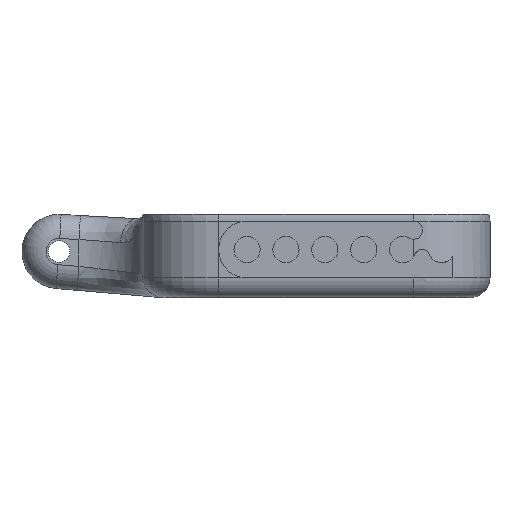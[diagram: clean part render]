
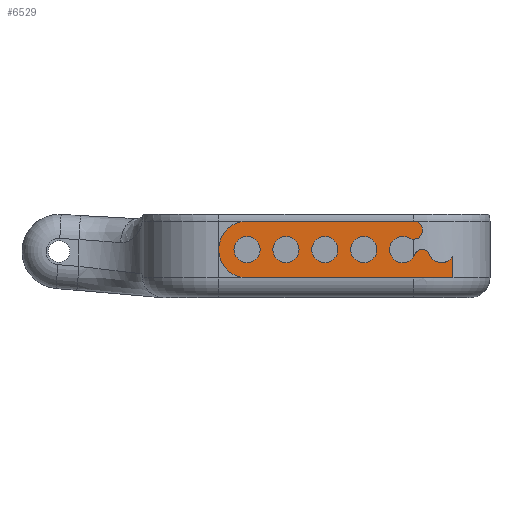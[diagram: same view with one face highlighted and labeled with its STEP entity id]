
A CAD part, front view. The second image highlights one B-rep face of the part: STEP entity #6529.
In plain terms, the highlighted planar face has unit normal (0, -1, 0).
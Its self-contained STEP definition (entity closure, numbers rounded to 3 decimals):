
#2157=CARTESIAN_POINT('',(-63.737,-17.9,-0.599));
#2158=VERTEX_POINT('',#2157);
#2181=CARTESIAN_POINT('',(-63.737,-17.9,-1.6));
#2182=VERTEX_POINT('',#2181);
#2183=CARTESIAN_POINT('',(-63.737,-17.9,-1.6));
#2184=DIRECTION('',(-0.,-0.,1.));
#2185=VECTOR('',#2184,1.001);
#2186=LINE('',#2183,#2185);
#2187=EDGE_CURVE('',#2182,#2158,#2186,.T.);
#6283=CARTESIAN_POINT('',(-73.169,-17.9,1.));
#6284=VERTEX_POINT('',#6283);
#6291=CARTESIAN_POINT('',(-65.539,-17.9,1.));
#6292=VERTEX_POINT('',#6291);
#6293=CARTESIAN_POINT('',(-65.539,-17.9,1.));
#6294=DIRECTION('',(-1.,0.,0.));
#6295=VECTOR('',#6294,7.63);
#6296=LINE('',#6293,#6295);
#6297=EDGE_CURVE('',#6292,#6284,#6296,.T.);
#6314=CARTESIAN_POINT('',(-66.039,-17.9,0.3));
#6315=VERTEX_POINT('',#6314);
#6323=CARTESIAN_POINT('',(-66.035,-17.9,0.3));
#6324=VERTEX_POINT('',#6323);
#6331=CARTESIAN_POINT('',(-66.039,-17.9,-0.3));
#6332=DIRECTION('',(0.,-1.,0.));
#6333=DIRECTION('',(0.,0.,-1.));
#6334=AXIS2_PLACEMENT_3D('',#6331,#6332,#6333);
#6335=CIRCLE('',#6334,0.6);
#6336=EDGE_CURVE('',#6324,#6315,#6335,.T.);
#6347=CARTESIAN_POINT('',(-64.815,-17.9,-0.521));
#6348=VERTEX_POINT('',#6347);
#6355=CARTESIAN_POINT('',(-64.257,-17.9,-0.3));
#6356=DIRECTION('',(0.,-1.,0.));
#6357=DIRECTION('',(0.,0.,-1.));
#6358=AXIS2_PLACEMENT_3D('',#6355,#6356,#6357);
#6359=CIRCLE('',#6358,0.6);
#6360=EDGE_CURVE('',#6348,#2158,#6359,.T.);
#6365=CARTESIAN_POINT('',(0.,-17.9,0.));
#6366=DIRECTION('',(0.,1.,0.));
#6367=DIRECTION('',(1.,0.,0.));
#6368=AXIS2_PLACEMENT_3D('',#6365,#6366,#6367);
#6369=PLANE('',#6368);
#6370=ORIENTED_EDGE('',*,*,#2187,.T.);
#6371=ORIENTED_EDGE('',*,*,#6360,.F.);
#6372=CARTESIAN_POINT('',(-65.14,-17.9,-0.3));
#6373=VERTEX_POINT('',#6372);
#6374=CARTESIAN_POINT('',(-65.14,-17.9,-0.65));
#6375=DIRECTION('',(0.,1.,0.));
#6376=DIRECTION('',(0.,-0.,1.));
#6377=AXIS2_PLACEMENT_3D('',#6374,#6375,#6376);
#6378=CIRCLE('',#6377,0.35);
#6379=EDGE_CURVE('',#6373,#6348,#6378,.T.);
#6380=ORIENTED_EDGE('',*,*,#6379,.F.);
#6381=CARTESIAN_POINT('',(-65.156,-17.9,-0.3));
#6382=VERTEX_POINT('',#6381);
#6383=CARTESIAN_POINT('',(-65.14,-17.9,-0.3));
#6384=DIRECTION('',(-1.,0.,0.));
#6385=VECTOR('',#6384,0.016);
#6386=LINE('',#6383,#6385);
#6387=EDGE_CURVE('',#6373,#6382,#6386,.T.);
#6388=ORIENTED_EDGE('',*,*,#6387,.T.);
#6389=CARTESIAN_POINT('',(-65.482,-17.9,-0.521));
#6390=VERTEX_POINT('',#6389);
#6391=CARTESIAN_POINT('',(-65.156,-17.9,-0.65));
#6392=DIRECTION('',(0.,1.,0.));
#6393=DIRECTION('',(0.,-0.,1.));
#6394=AXIS2_PLACEMENT_3D('',#6391,#6392,#6393);
#6395=CIRCLE('',#6394,0.35);
#6396=EDGE_CURVE('',#6390,#6382,#6395,.T.);
#6397=ORIENTED_EDGE('',*,*,#6396,.F.);
#6398=CARTESIAN_POINT('',(-66.039,-17.9,-0.3));
#6399=DIRECTION('',(0.,-1.,0.));
#6400=DIRECTION('',(0.,0.,-1.));
#6401=AXIS2_PLACEMENT_3D('',#6398,#6399,#6400);
#6402=CIRCLE('',#6401,0.6);
#6403=EDGE_CURVE('',#6315,#6390,#6402,.T.);
#6404=ORIENTED_EDGE('',*,*,#6403,.F.);
#6405=ORIENTED_EDGE('',*,*,#6336,.F.);
#6406=CARTESIAN_POINT('',(-65.74,-17.9,0.225));
#6407=VERTEX_POINT('',#6406);
#6408=CARTESIAN_POINT('',(-66.031,-17.9,-0.3));
#6409=DIRECTION('',(0.,-1.,0.));
#6410=DIRECTION('',(0.,0.,-1.));
#6411=AXIS2_PLACEMENT_3D('',#6408,#6409,#6410);
#6412=CIRCLE('',#6411,0.6);
#6413=EDGE_CURVE('',#6407,#6324,#6412,.T.);
#6414=ORIENTED_EDGE('',*,*,#6413,.F.);
#6415=CARTESIAN_POINT('',(-65.539,-17.9,0.173));
#6416=VERTEX_POINT('',#6415);
#6417=CARTESIAN_POINT('',(-65.539,-17.9,0.586));
#6418=DIRECTION('',(0.,-1.,0.));
#6419=DIRECTION('',(0.,0.,-1.));
#6420=AXIS2_PLACEMENT_3D('',#6417,#6418,#6419);
#6421=CIRCLE('',#6420,0.414);
#6422=EDGE_CURVE('',#6407,#6416,#6421,.T.);
#6423=ORIENTED_EDGE('',*,*,#6422,.T.);
#6424=CARTESIAN_POINT('',(-65.539,-17.9,0.586));
#6425=DIRECTION('',(0.,-1.,0.));
#6426=DIRECTION('',(0.,0.,-1.));
#6427=AXIS2_PLACEMENT_3D('',#6424,#6425,#6426);
#6428=CIRCLE('',#6427,0.414);
#6429=EDGE_CURVE('',#6416,#6292,#6428,.T.);
#6430=ORIENTED_EDGE('',*,*,#6429,.T.);
#6431=ORIENTED_EDGE('',*,*,#6297,.T.);
#6432=CARTESIAN_POINT('',(-73.169,-17.9,-1.6));
#6433=VERTEX_POINT('',#6432);
#6434=CARTESIAN_POINT('',(-73.169,-17.9,-0.3));
#6435=DIRECTION('',(0.,-1.,0.));
#6436=DIRECTION('',(0.,0.,-1.));
#6437=AXIS2_PLACEMENT_3D('',#6434,#6435,#6436);
#6438=CIRCLE('',#6437,1.3);
#6439=EDGE_CURVE('',#6284,#6433,#6438,.T.);
#6440=ORIENTED_EDGE('',*,*,#6439,.T.);
#6441=CARTESIAN_POINT('',(-73.169,-17.9,-1.6));
#6442=DIRECTION('',(1.,0.,-0.));
#6443=VECTOR('',#6442,9.432);
#6444=LINE('',#6441,#6443);
#6445=EDGE_CURVE('',#6433,#2182,#6444,.T.);
#6446=ORIENTED_EDGE('',*,*,#6445,.T.);
#6447=EDGE_LOOP('',(#6370,#6371,#6380,#6388,#6397,#6404,#6405,#6414,#6423,#6430,#6431,#6440,#6446));
#6448=FACE_BOUND('',#6447,.T.);
#6449=CARTESIAN_POINT('',(-67.822,-17.9,0.3));
#6450=VERTEX_POINT('',#6449);
#6451=CARTESIAN_POINT('',(-67.822,-17.9,-0.9));
#6452=VERTEX_POINT('',#6451);
#6453=CARTESIAN_POINT('',(-67.822,-17.9,-0.3));
#6454=DIRECTION('',(0.,-1.,0.));
#6455=DIRECTION('',(0.,0.,-1.));
#6456=AXIS2_PLACEMENT_3D('',#6453,#6454,#6455);
#6457=CIRCLE('',#6456,0.6);
#6458=EDGE_CURVE('',#6450,#6452,#6457,.T.);
#6459=ORIENTED_EDGE('',*,*,#6458,.F.);
#6460=CARTESIAN_POINT('',(-67.822,-17.9,-0.3));
#6461=DIRECTION('',(0.,-1.,0.));
#6462=DIRECTION('',(0.,0.,-1.));
#6463=AXIS2_PLACEMENT_3D('',#6460,#6461,#6462);
#6464=CIRCLE('',#6463,0.6);
#6465=EDGE_CURVE('',#6452,#6450,#6464,.T.);
#6466=ORIENTED_EDGE('',*,*,#6465,.F.);
#6467=EDGE_LOOP('',(#6459,#6466));
#6468=FACE_BOUND('',#6467,.T.);
#6469=CARTESIAN_POINT('',(-69.604,-17.9,0.3));
#6470=VERTEX_POINT('',#6469);
#6471=CARTESIAN_POINT('',(-69.604,-17.9,-0.9));
#6472=VERTEX_POINT('',#6471);
#6473=CARTESIAN_POINT('',(-69.604,-17.9,-0.3));
#6474=DIRECTION('',(0.,-1.,0.));
#6475=DIRECTION('',(0.,0.,-1.));
#6476=AXIS2_PLACEMENT_3D('',#6473,#6474,#6475);
#6477=CIRCLE('',#6476,0.6);
#6478=EDGE_CURVE('',#6470,#6472,#6477,.T.);
#6479=ORIENTED_EDGE('',*,*,#6478,.F.);
#6480=CARTESIAN_POINT('',(-69.604,-17.9,-0.3));
#6481=DIRECTION('',(0.,-1.,0.));
#6482=DIRECTION('',(0.,0.,-1.));
#6483=AXIS2_PLACEMENT_3D('',#6480,#6481,#6482);
#6484=CIRCLE('',#6483,0.6);
#6485=EDGE_CURVE('',#6472,#6470,#6484,.T.);
#6486=ORIENTED_EDGE('',*,*,#6485,.F.);
#6487=EDGE_LOOP('',(#6479,#6486));
#6488=FACE_BOUND('',#6487,.T.);
#6489=CARTESIAN_POINT('',(-71.387,-17.9,0.3));
#6490=VERTEX_POINT('',#6489);
#6491=CARTESIAN_POINT('',(-71.387,-17.9,-0.9));
#6492=VERTEX_POINT('',#6491);
#6493=CARTESIAN_POINT('',(-71.387,-17.9,-0.3));
#6494=DIRECTION('',(0.,-1.,0.));
#6495=DIRECTION('',(0.,0.,-1.));
#6496=AXIS2_PLACEMENT_3D('',#6493,#6494,#6495);
#6497=CIRCLE('',#6496,0.6);
#6498=EDGE_CURVE('',#6490,#6492,#6497,.T.);
#6499=ORIENTED_EDGE('',*,*,#6498,.F.);
#6500=CARTESIAN_POINT('',(-71.387,-17.9,-0.3));
#6501=DIRECTION('',(0.,-1.,0.));
#6502=DIRECTION('',(0.,0.,-1.));
#6503=AXIS2_PLACEMENT_3D('',#6500,#6501,#6502);
#6504=CIRCLE('',#6503,0.6);
#6505=EDGE_CURVE('',#6492,#6490,#6504,.T.);
#6506=ORIENTED_EDGE('',*,*,#6505,.F.);
#6507=EDGE_LOOP('',(#6499,#6506));
#6508=FACE_BOUND('',#6507,.T.);
#6509=CARTESIAN_POINT('',(-73.169,-17.9,0.3));
#6510=VERTEX_POINT('',#6509);
#6511=CARTESIAN_POINT('',(-73.169,-17.9,-0.9));
#6512=VERTEX_POINT('',#6511);
#6513=CARTESIAN_POINT('',(-73.169,-17.9,-0.3));
#6514=DIRECTION('',(0.,-1.,0.));
#6515=DIRECTION('',(0.,0.,-1.));
#6516=AXIS2_PLACEMENT_3D('',#6513,#6514,#6515);
#6517=CIRCLE('',#6516,0.6);
#6518=EDGE_CURVE('',#6510,#6512,#6517,.T.);
#6519=ORIENTED_EDGE('',*,*,#6518,.F.);
#6520=CARTESIAN_POINT('',(-73.169,-17.9,-0.3));
#6521=DIRECTION('',(0.,-1.,0.));
#6522=DIRECTION('',(0.,0.,-1.));
#6523=AXIS2_PLACEMENT_3D('',#6520,#6521,#6522);
#6524=CIRCLE('',#6523,0.6);
#6525=EDGE_CURVE('',#6512,#6510,#6524,.T.);
#6526=ORIENTED_EDGE('',*,*,#6525,.F.);
#6527=EDGE_LOOP('',(#6519,#6526));
#6528=FACE_BOUND('',#6527,.T.);
#6529=ADVANCED_FACE('',(#6448,#6468,#6488,#6508,#6528),#6369,.F.);
